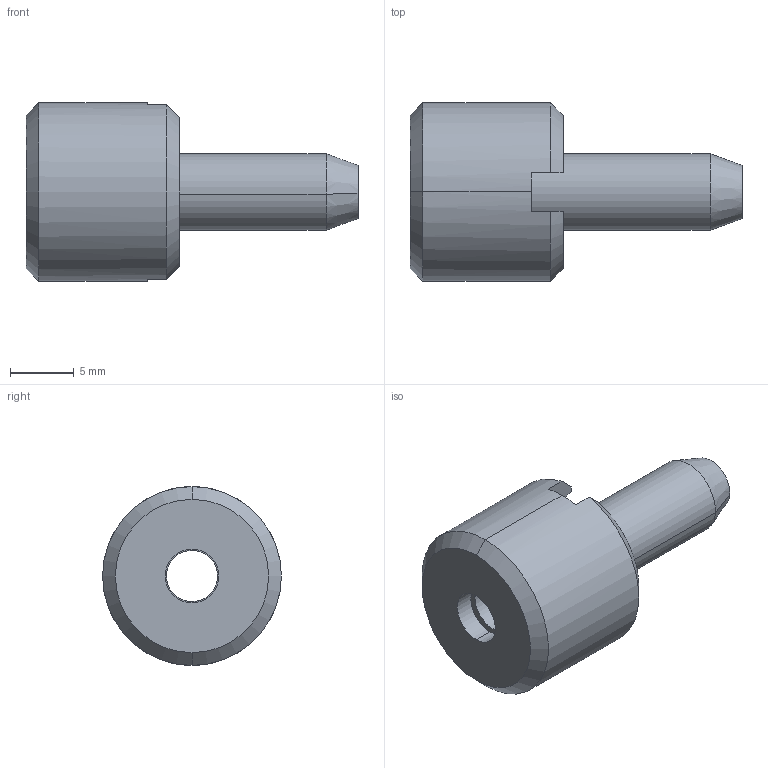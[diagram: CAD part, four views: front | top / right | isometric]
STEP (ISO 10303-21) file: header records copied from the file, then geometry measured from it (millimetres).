
FILE_DESCRIPTION (( 'STEP AP203' ), '1' );
FILE_NAME ('PS4-ER1.014.026.STEP', '2017-07-18T06:45:46', ( 'SwiAdmin' ), ( '' ), 'SwSTEP 2.0', 'SolidWorks 2017', '' );
FILE_SCHEMA (( 'CONFIG_CONTROL_DESIGN' ));
Length unit declared in the file: millimetre
Products named in the file (6): PS4-ER1.009.024_A; DIN 7993 B 10x0.8; PS4-ER1.014.012_A_Neu; PS4-ER1.014.026; DIN 3771 - 6x2; PS4-ER1.010.001_A
Assembly tree (6 placements, depth 2):
  PS4-ER1.014.026
    PS4-ER1.009.024_A
    PS4-ER1.014.012_A_Neu
    DIN 3771 - 6x2  x2
    PS4-ER1.010.001_A
    DIN 7993 B 10x0.8
Bounding box: 26 x 14 x 14 mm (x, y, z)
Volume: 1562.4 mm3; surface area: 2475 mm2
Topology: 6 solids, 6 shells, 68 faces, 148 edges, 90 vertices
Faces by surface type: torus 22, cylinder 20, plane 18, cone 8
Entity records: 2468 total; most frequent: DIRECTION 370, CARTESIAN_POINT 323, ORIENTED_EDGE 280, AXIS2_PLACEMENT_3D 165, EDGE_CURVE 140, CIRCLE 92, VERTEX_POINT 86, EDGE_LOOP 72
